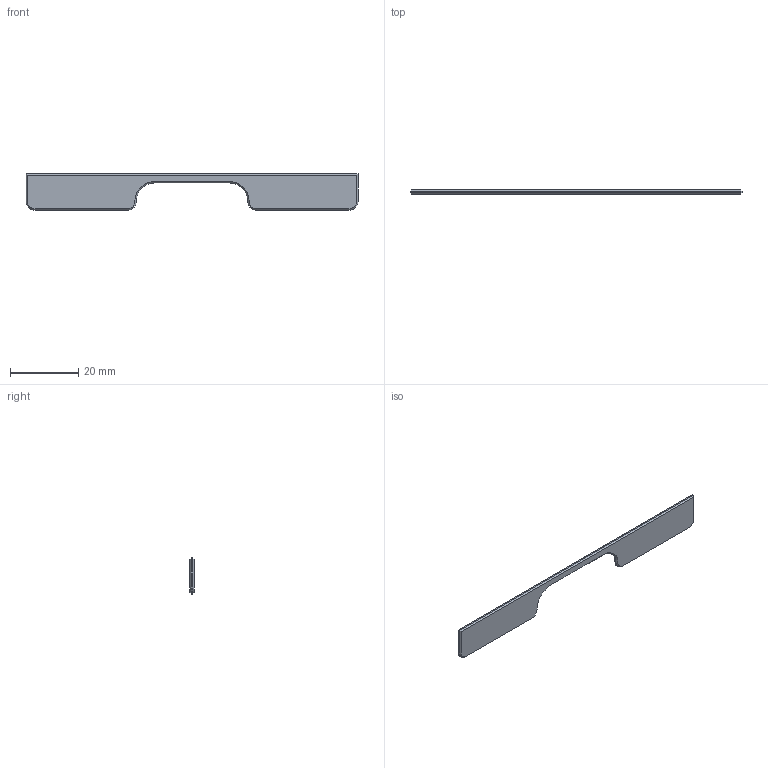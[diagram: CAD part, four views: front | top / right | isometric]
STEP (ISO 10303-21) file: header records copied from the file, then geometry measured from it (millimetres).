
FILE_DESCRIPTION(('CATIA V5 STEP Exchange'),'2;1');
FILE_NAME('Lenovo M10 docking station display rubber.stp','2020-11-25T16:08:04+00:00',('none'),('none'),'CATIA Version 5 Release 20 GA (IN-10)','CATIA V5 STEP AP203','none');
FILE_SCHEMA(('CONFIG_CONTROL_DESIGN'));
Length unit declared in the file: millimetre
Products named in the file (1): Lenovo M10 docking station display rubber
Bounding box: 97.3 x 1.2 x 10.7 mm (x, y, z)
Volume: 907.4 mm3; surface area: 1734.1 mm2
Topology: 1 solids, 1 shells, 38 faces, 84 edges, 48 vertices
Faces by surface type: plane 20, cone 12, cylinder 6
Entity records: 1029 total; most frequent: CARTESIAN_POINT 174, ORIENTED_EDGE 168, DIRECTION 154, EDGE_CURVE 84, AXIS2_PLACEMENT_3D 62, VECTOR 56, LINE 56, VERTEX_POINT 48
